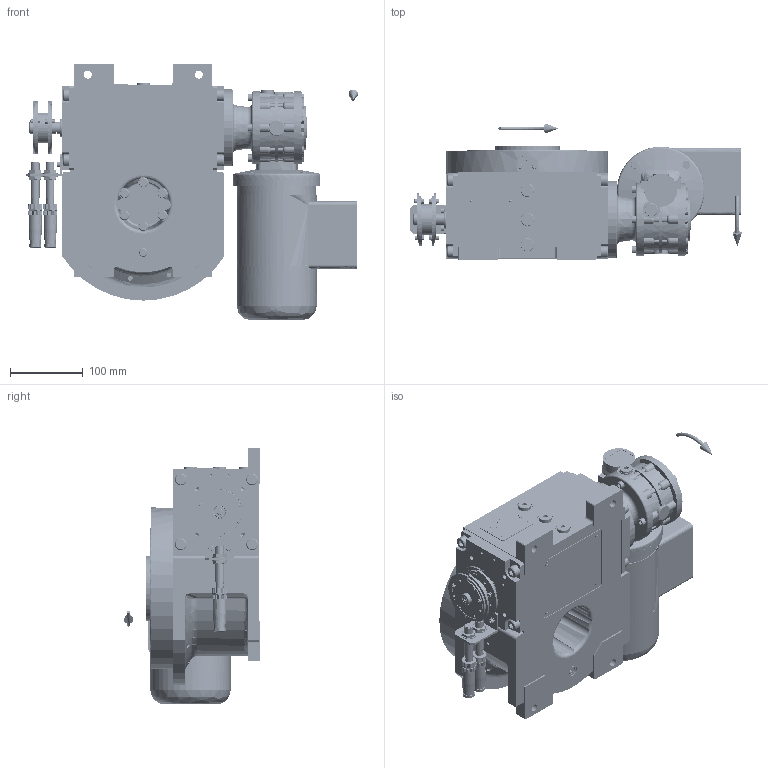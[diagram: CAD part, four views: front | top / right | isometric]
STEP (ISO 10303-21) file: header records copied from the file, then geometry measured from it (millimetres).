
FILE_DESCRIPTION (( 'STEP AP203' ), '1' );
FILE_NAME ('PC5201097.step', '2025-10-07T09:05:58', ( '' ), ( '' ), 'SwSTEP 2.0', 'SolidWorks 2020', '' );
FILE_SCHEMA (( 'CONFIG_CONTROL_DESIGN' ));
Length unit declared in the file: millimetre
Products named in the file (91): CFN2010_02_002^rig06_071_06_m_asm(2)_rig06_071_06_m_asm.stp; cfn2000_01_124; 900_38_30_003; cfn2055_01_002; rig06_015; 900_38_10_028; rig06_004_s_001; AS_rig06_004; cfn2000_01_126; cfn2104_01_016; cfn2077_01_018; rig06_003_6; cfn2115_02_178; CFN2104_02_017^RIG06_005_ASM_rig06_071_06_m_asm(2)_rig06_071_06_m_asm.stp; cfn2400_04_024; cfn2003_01_054; RIG06_005_ASM^rig06_071_06_m_asm(2)_rig06_071_06_m_asm.stp; AS_rig06_015; AS_rig06_016; cfn2155_01_303; cfn2115_02_194; cfn2151_01_090; rig06_004; freccia_angolare_albero; cfn2000_01_103; rig06_016; 9004_2512; MA56B5; CFN2010_01_012^rig06_071_06_m_asm(2)_rig06_071_06_m_asm.stp; cfn2151_01_290; 900_00_00_005; cfn2115_02_165; AS_cfn2476_01_002_60x46; cfn2205_01_013; CFN2203_02_001^rig06_071_06_m_asm(2)_rig06_071_06_m_asm.stp; rig06_007_master; cfn2128_04_004; AS_cfn2400_04_024; rig06_071_06_m_asm.stp; cfn2070_05_005 ...
Assembly tree (88 placements, depth 5):
  cfn2077_01_018
  cfn2151_01_090
  CFN2010_01_012^rig06_071_06_m_asm(2)_rig06_071_06_m_asm.stp
  cfn2151_01_290
  cfn2115_02_165
Bounding box: 455.5 x 187 x 352 mm (x, y, z)
Volume: 5357319.2 mm3; surface area: 1100324.9 mm2
Topology: 76 solids, 76 shells, 5761 faces, 14684 edges, 9324 vertices
Faces by surface type: plane 2656, cylinder 1940, cone 922, torus 152, bspline 85, sphere 6
Entity records: 164598 total; most frequent: CARTESIAN_POINT 44967, ORIENTED_EDGE 22996, DIRECTION 22917, EDGE_CURVE 11498, AXIS2_PLACEMENT_3D 8406, VERTEX_POINT 7378, VECTOR 6105, LINE 6105
